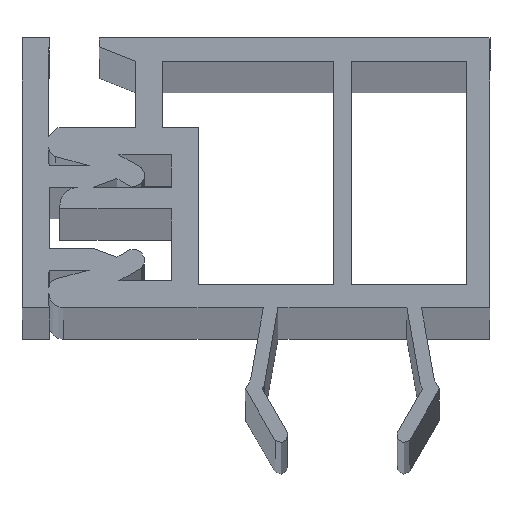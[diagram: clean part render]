
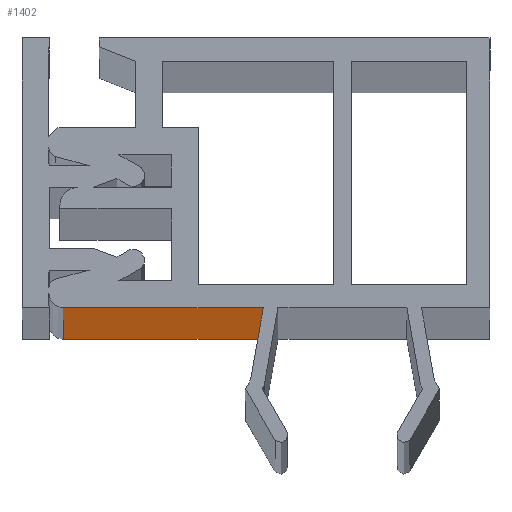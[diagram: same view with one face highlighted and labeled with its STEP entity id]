
A CAD part, top view. The second image highlights one B-rep face of the part: STEP entity #1402.
In plain terms, the highlighted planar face has unit normal (0, -1, 0).
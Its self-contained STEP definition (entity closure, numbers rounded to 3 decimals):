
#84=FACE_OUTER_BOUND('',#153,.T.);
#153=EDGE_LOOP('',(#1038,#1039,#1040,#1041));
#295=LINE('',#2100,#480);
#297=LINE('',#2104,#482);
#298=LINE('',#2106,#483);
#299=LINE('',#2107,#484);
#480=VECTOR('',#1713,10.);
#482=VECTOR('',#1717,10.);
#483=VECTOR('',#1718,10.);
#484=VECTOR('',#1719,10.);
#637=VERTEX_POINT('',#2097);
#638=VERTEX_POINT('',#2099);
#639=VERTEX_POINT('',#2103);
#640=VERTEX_POINT('',#2105);
#803=EDGE_CURVE('',#638,#637,#295,.T.);
#805=EDGE_CURVE('',#639,#637,#297,.T.);
#806=EDGE_CURVE('',#640,#639,#298,.T.);
#807=EDGE_CURVE('',#638,#640,#299,.T.);
#1038=ORIENTED_EDGE('',*,*,#803,.T.);
#1039=ORIENTED_EDGE('',*,*,#805,.F.);
#1040=ORIENTED_EDGE('',*,*,#806,.F.);
#1041=ORIENTED_EDGE('',*,*,#807,.F.);
#1339=PLANE('',#1495);
#1402=ADVANCED_FACE('',(#84),#1339,.T.);
#1495=AXIS2_PLACEMENT_3D('',#2102,#1715,#1716);
#1713=DIRECTION('',(0.,0.,1.));
#1715=DIRECTION('center_axis',(0.,-1.,0.));
#1716=DIRECTION('ref_axis',(1.,0.,0.));
#1717=DIRECTION('',(1.,0.,0.));
#1718=DIRECTION('',(0.,0.,1.));
#1719=DIRECTION('',(-1.,0.,0.));
#2097=CARTESIAN_POINT('',(10.305,-6.7,500.));
#2099=CARTESIAN_POINT('',(10.305,-6.7,-500.));
#2100=CARTESIAN_POINT('',(10.305,-6.7,0.));
#2102=CARTESIAN_POINT('Origin',(-0.8,-6.7,0.));
#2103=CARTESIAN_POINT('',(-0.8,-6.7,500.));
#2104=CARTESIAN_POINT('',(-0.8,-6.7,500.));
#2105=CARTESIAN_POINT('',(-0.8,-6.7,-500.));
#2106=CARTESIAN_POINT('',(-0.8,-6.7,0.));
#2107=CARTESIAN_POINT('',(-0.8,-6.7,-500.));
